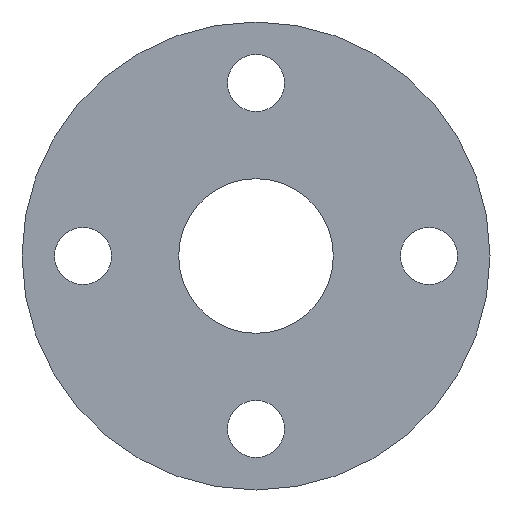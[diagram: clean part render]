
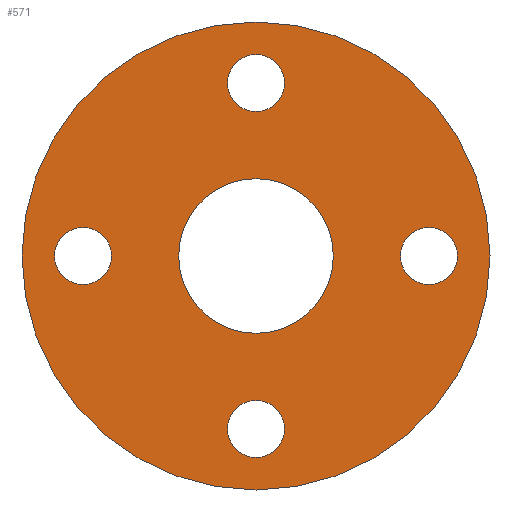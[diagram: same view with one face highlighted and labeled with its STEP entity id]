
A CAD part, front view. The second image highlights one B-rep face of the part: STEP entity #571.
In plain terms, the highlighted planar face has unit normal (0, -1, 0).
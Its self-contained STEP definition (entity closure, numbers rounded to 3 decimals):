
#1 = AXIS2_PLACEMENT_3D ( 'NONE', #121, #40, #315 ) ;
#4 = VERTEX_POINT ( 'NONE', #363 ) ;
#9 = VERTEX_POINT ( 'NONE', #230 ) ;
#10 = VERTEX_POINT ( 'NONE', #217 ) ;
#11 = DIRECTION ( 'NONE',  ( 0., 0., -1. ) ) ;
#24 = AXIS2_PLACEMENT_3D ( 'NONE', #94, #332, #479 ) ;
#37 = EDGE_CURVE ( 'NONE', #96, #9, #400, .T. ) ;
#38 = AXIS2_PLACEMENT_3D ( 'NONE', #557, #419, #288 ) ;
#39 = CIRCLE ( 'NONE', #135, 19. ) ;
#40 = DIRECTION ( 'NONE',  ( 0., -1., 0. ) ) ;
#42 = DIRECTION ( 'NONE',  ( 0., 0., -1. ) ) ;
#44 = ORIENTED_EDGE ( 'NONE', *, *, #522, .F. ) ;
#46 = CARTESIAN_POINT ( 'NONE',  ( 0., 0., 35.5 ) ) ;
#50 = DIRECTION ( 'NONE',  ( 0., 1., 0. ) ) ;
#55 = CARTESIAN_POINT ( 'NONE',  ( 0., 0., -42.5 ) ) ;
#67 = CIRCLE ( 'NONE', #537, 7. ) ;
#72 = EDGE_CURVE ( 'NONE', #4, #446, #176, .T. ) ;
#74 = EDGE_CURVE ( 'NONE', #9, #96, #162, .T. ) ;
#76 = DIRECTION ( 'NONE',  ( 0., -1., 0. ) ) ;
#84 = FACE_OUTER_BOUND ( 'NONE', #441, .T. ) ;
#92 = EDGE_LOOP ( 'NONE', ( #248, #530 ) ) ;
#94 = CARTESIAN_POINT ( 'NONE',  ( 0., 0., -42.5 ) ) ;
#96 = VERTEX_POINT ( 'NONE', #501 ) ;
#103 = CARTESIAN_POINT ( 'NONE',  ( -42.5, 0., 7. ) ) ;
#105 = VERTEX_POINT ( 'NONE', #272 ) ;
#106 = EDGE_LOOP ( 'NONE', ( #145, #44 ) ) ;
#116 = AXIS2_PLACEMENT_3D ( 'NONE', #469, #50, #328 ) ;
#121 = CARTESIAN_POINT ( 'NONE',  ( 0., 0., 57.5 ) ) ;
#126 = DIRECTION ( 'NONE',  ( 0., 0., -1. ) ) ;
#134 = CIRCLE ( 'NONE', #38, 7. ) ;
#135 = AXIS2_PLACEMENT_3D ( 'NONE', #303, #308, #483 ) ;
#145 = ORIENTED_EDGE ( 'NONE', *, *, #394, .F. ) ;
#147 = CARTESIAN_POINT ( 'NONE',  ( 0., 0., -19. ) ) ;
#150 = EDGE_CURVE ( 'NONE', #10, #105, #351, .T. ) ;
#162 = CIRCLE ( 'NONE', #577, 7. ) ;
#167 = AXIS2_PLACEMENT_3D ( 'NONE', #55, #558, #519 ) ;
#169 = CARTESIAN_POINT ( 'NONE',  ( -42.5, 0., 0. ) ) ;
#176 = CIRCLE ( 'NONE', #445, 7. ) ;
#192 = CARTESIAN_POINT ( 'NONE',  ( 0., 0., 49.5 ) ) ;
#211 = AXIS2_PLACEMENT_3D ( 'NONE', #428, #565, #11 ) ;
#212 = DIRECTION ( 'NONE',  ( 0., 0., 1. ) ) ;
#213 = AXIS2_PLACEMENT_3D ( 'NONE', #529, #572, #212 ) ;
#217 = CARTESIAN_POINT ( 'NONE',  ( 0., 0., 57.5 ) ) ;
#221 = FACE_BOUND ( 'NONE', #290, .T. ) ;
#230 = CARTESIAN_POINT ( 'NONE',  ( 42.5, 0., -7. ) ) ;
#232 = VERTEX_POINT ( 'NONE', #568 ) ;
#234 = CARTESIAN_POINT ( 'NONE',  ( 0., 0., 42.5 ) ) ;
#242 = ORIENTED_EDGE ( 'NONE', *, *, #74, .F. ) ;
#248 = ORIENTED_EDGE ( 'NONE', *, *, #72, .F. ) ;
#255 = EDGE_CURVE ( 'NONE', #550, #562, #39, .T. ) ;
#267 = FACE_BOUND ( 'NONE', #106, .T. ) ;
#270 = DIRECTION ( 'NONE',  ( 0., 0., -1. ) ) ;
#272 = CARTESIAN_POINT ( 'NONE',  ( 0., 0., -57.5 ) ) ;
#281 = CIRCLE ( 'NONE', #167, 7. ) ;
#288 = DIRECTION ( 'NONE',  ( 0., 0., -1. ) ) ;
#290 = EDGE_LOOP ( 'NONE', ( #242, #383 ) ) ;
#296 = ORIENTED_EDGE ( 'NONE', *, *, #578, .F. ) ;
#300 = VERTEX_POINT ( 'NONE', #46 ) ;
#303 = CARTESIAN_POINT ( 'NONE',  ( 0., 0., 0. ) ) ;
#308 = DIRECTION ( 'NONE',  ( 0., 1., 0. ) ) ;
#315 = DIRECTION ( 'NONE',  ( 0., 0., -1. ) ) ;
#316 = CARTESIAN_POINT ( 'NONE',  ( 42.5, 0., 0. ) ) ;
#317 = FACE_BOUND ( 'NONE', #554, .T. ) ;
#321 = CARTESIAN_POINT ( 'NONE',  ( 42.5, 0., 0. ) ) ;
#328 = DIRECTION ( 'NONE',  ( 0., 0., 1. ) ) ;
#331 = CIRCLE ( 'NONE', #116, 19. ) ;
#332 = DIRECTION ( 'NONE',  ( 0., -1., 0. ) ) ;
#337 = DIRECTION ( 'NONE',  ( 0., 0., -1. ) ) ;
#344 = ORIENTED_EDGE ( 'NONE', *, *, #481, .F. ) ;
#351 = CIRCLE ( 'NONE', #213, 57.5 ) ;
#353 = EDGE_CURVE ( 'NONE', #562, #550, #331, .T. ) ;
#359 = DIRECTION ( 'NONE',  ( 0., -1., 0. ) ) ;
#363 = CARTESIAN_POINT ( 'NONE',  ( -42.5, 0., -7. ) ) ;
#364 = PLANE ( 'NONE',  #1 ) ;
#383 = ORIENTED_EDGE ( 'NONE', *, *, #37, .F. ) ;
#394 = EDGE_CURVE ( 'NONE', #300, #511, #67, .T. ) ;
#397 = AXIS2_PLACEMENT_3D ( 'NONE', #405, #455, #583 ) ;
#399 = EDGE_CURVE ( 'NONE', #232, #426, #281, .T. ) ;
#400 = CIRCLE ( 'NONE', #525, 7. ) ;
#402 = DIRECTION ( 'NONE',  ( 0., -1., 0. ) ) ;
#405 = CARTESIAN_POINT ( 'NONE',  ( 0., 0., 0. ) ) ;
#417 = EDGE_LOOP ( 'NONE', ( #344, #563 ) ) ;
#419 = DIRECTION ( 'NONE',  ( 0., -1., 0. ) ) ;
#421 = DIRECTION ( 'NONE',  ( 0., -1., 0. ) ) ;
#426 = VERTEX_POINT ( 'NONE', #429 ) ;
#428 = CARTESIAN_POINT ( 'NONE',  ( 0., 0., 42.5 ) ) ;
#429 = CARTESIAN_POINT ( 'NONE',  ( 0., 0., -49.5 ) ) ;
#438 = ORIENTED_EDGE ( 'NONE', *, *, #255, .T. ) ;
#441 = EDGE_LOOP ( 'NONE', ( #595, #296 ) ) ;
#442 = EDGE_CURVE ( 'NONE', #446, #4, #134, .T. ) ;
#445 = AXIS2_PLACEMENT_3D ( 'NONE', #169, #359, #270 ) ;
#446 = VERTEX_POINT ( 'NONE', #103 ) ;
#447 = CIRCLE ( 'NONE', #397, 57.5 ) ;
#455 = DIRECTION ( 'NONE',  ( 0., 1., 0. ) ) ;
#468 = CIRCLE ( 'NONE', #211, 7. ) ;
#469 = CARTESIAN_POINT ( 'NONE',  ( 0., 0., 0. ) ) ;
#479 = DIRECTION ( 'NONE',  ( 0., 0., -1. ) ) ;
#481 = EDGE_CURVE ( 'NONE', #426, #232, #531, .T. ) ;
#483 = DIRECTION ( 'NONE',  ( 0., 0., 1. ) ) ;
#500 = FACE_BOUND ( 'NONE', #92, .T. ) ;
#501 = CARTESIAN_POINT ( 'NONE',  ( 42.5, 0., 7. ) ) ;
#511 = VERTEX_POINT ( 'NONE', #192 ) ;
#519 = DIRECTION ( 'NONE',  ( 0., 0., -1. ) ) ;
#522 = EDGE_CURVE ( 'NONE', #511, #300, #468, .T. ) ;
#525 = AXIS2_PLACEMENT_3D ( 'NONE', #321, #402, #42 ) ;
#529 = CARTESIAN_POINT ( 'NONE',  ( 0., 0., 0. ) ) ;
#530 = ORIENTED_EDGE ( 'NONE', *, *, #442, .F. ) ;
#531 = CIRCLE ( 'NONE', #24, 7. ) ;
#537 = AXIS2_PLACEMENT_3D ( 'NONE', #234, #421, #337 ) ;
#542 = FACE_BOUND ( 'NONE', #417, .T. ) ;
#550 = VERTEX_POINT ( 'NONE', #560 ) ;
#554 = EDGE_LOOP ( 'NONE', ( #438, #574 ) ) ;
#557 = CARTESIAN_POINT ( 'NONE',  ( -42.5, 0., 0. ) ) ;
#558 = DIRECTION ( 'NONE',  ( 0., -1., 0. ) ) ;
#560 = CARTESIAN_POINT ( 'NONE',  ( 0., 0., 19. ) ) ;
#562 = VERTEX_POINT ( 'NONE', #147 ) ;
#563 = ORIENTED_EDGE ( 'NONE', *, *, #399, .F. ) ;
#565 = DIRECTION ( 'NONE',  ( 0., -1., 0. ) ) ;
#568 = CARTESIAN_POINT ( 'NONE',  ( 0., 0., -35.5 ) ) ;
#571 = ADVANCED_FACE ( 'NONE', ( #542, #221, #267, #500, #317, #84 ), #364, .T. ) ;
#572 = DIRECTION ( 'NONE',  ( 0., 1., 0. ) ) ;
#574 = ORIENTED_EDGE ( 'NONE', *, *, #353, .T. ) ;
#577 = AXIS2_PLACEMENT_3D ( 'NONE', #316, #76, #126 ) ;
#578 = EDGE_CURVE ( 'NONE', #105, #10, #447, .T. ) ;
#583 = DIRECTION ( 'NONE',  ( 0., 0., 1. ) ) ;
#595 = ORIENTED_EDGE ( 'NONE', *, *, #150, .F. ) ;
